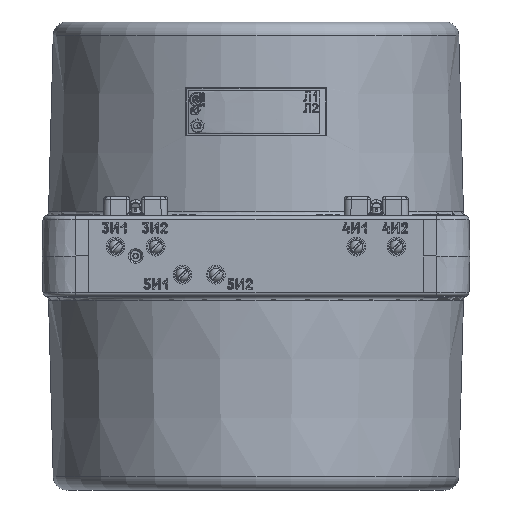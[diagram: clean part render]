
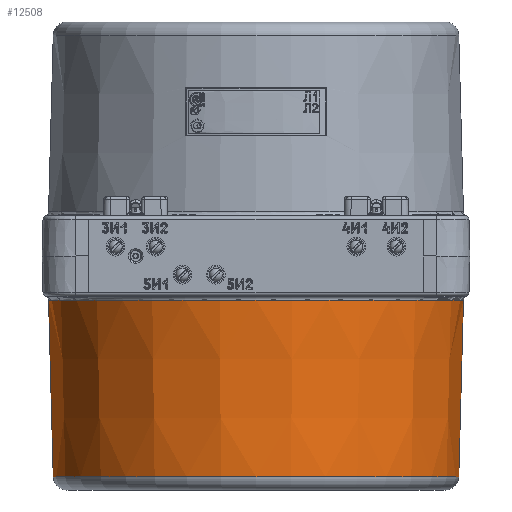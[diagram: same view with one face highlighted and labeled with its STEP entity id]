
A CAD part, front view. The second image highlights one B-rep face of the part: STEP entity #12508.
In plain terms, the highlighted conical face has half-angle 1.5 degrees and reference radius 151.658 mm.
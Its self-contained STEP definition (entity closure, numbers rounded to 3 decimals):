
#1963 = CARTESIAN_POINT ( 'NONE',  ( 151.658, 0., -165.262 ) ) ;
#1980 = DIRECTION ( 'NONE',  ( 0.026, 0., 1. ) ) ;
#7001 = ORIENTED_EDGE ( 'NONE', *, *, #44378, .T. ) ;
#7013 = ORIENTED_EDGE ( 'NONE', *, *, #44395, .T. ) ;
#7014 = ORIENTED_EDGE ( 'NONE', *, *, #65537, .T. ) ;
#7024 = ORIENTED_EDGE ( 'NONE', *, *, #44400, .F. ) ;
#8726 = EDGE_LOOP ( 'NONE', ( #7024, #7014, #7001, #7013 ) ) ;
#12508 = ADVANCED_FACE ( 'NONE', ( #41436 ), #41445, .T. ) ;
#14708 = AXIS2_PLACEMENT_3D ( 'NONE', #32902, #32893, #32842 ) ;
#21010 = CIRCLE ( 'NONE', #24910, 151.658 ) ;
#24910 = AXIS2_PLACEMENT_3D ( 'NONE', #54512, #54499, #54529 ) ;
#26946 = VERTEX_POINT ( 'NONE', #62205 ) ;
#26984 = VERTEX_POINT ( 'NONE', #62289 ) ;
#26998 = VERTEX_POINT ( 'NONE', #62314 ) ;
#27004 = VERTEX_POINT ( 'NONE', #62310 ) ;
#29899 = CIRCLE ( 'NONE', #14708, 155.123 ) ;
#29905 = VECTOR ( 'NONE', #1980, 1000. ) ;
#29922 = LINE ( 'NONE', #32859, #29961 ) ;
#29924 = LINE ( 'NONE', #1963, #29905 ) ;
#29961 = VECTOR ( 'NONE', #32869, 1000. ) ;
#32842 = DIRECTION ( 'NONE',  ( 1., 0., 0. ) ) ;
#32859 = CARTESIAN_POINT ( 'NONE',  ( -151.658, 0., -165.262 ) ) ;
#32869 = DIRECTION ( 'NONE',  ( -0.026, 0., 1. ) ) ;
#32893 = DIRECTION ( 'NONE',  ( 0., 0., -1. ) ) ;
#32902 = CARTESIAN_POINT ( 'NONE',  ( 0., 0., -32.921 ) ) ;
#41436 = FACE_OUTER_BOUND ( 'NONE', #8726, .T. ) ;
#41445 = CONICAL_SURFACE ( 'NONE', #55540, 151.658, 0.026 ) ;
#44378 = EDGE_CURVE ( 'NONE', #26984, #27004, #29924, .T. ) ;
#44395 = EDGE_CURVE ( 'NONE', #27004, #26946, #29899, .T. ) ;
#44400 = EDGE_CURVE ( 'NONE', #26998, #26946, #29922, .T. ) ;
#54499 = DIRECTION ( 'NONE',  ( 0., 0., 1. ) ) ;
#54512 = CARTESIAN_POINT ( 'NONE',  ( 0., 0., -165.262 ) ) ;
#54529 = DIRECTION ( 'NONE',  ( 1., 0., 0. ) ) ;
#55540 = AXIS2_PLACEMENT_3D ( 'NONE', #58239, #58198, #58215 ) ;
#58198 = DIRECTION ( 'NONE',  ( 0., 0., 1. ) ) ;
#58215 = DIRECTION ( 'NONE',  ( 1., 0., 0. ) ) ;
#58239 = CARTESIAN_POINT ( 'NONE',  ( 0., 0., -165.262 ) ) ;
#62205 = CARTESIAN_POINT ( 'NONE',  ( -155.123, 0., -32.921 ) ) ;
#62289 = CARTESIAN_POINT ( 'NONE',  ( 151.658, 0., -165.262 ) ) ;
#62310 = CARTESIAN_POINT ( 'NONE',  ( 155.123, 0., -32.921 ) ) ;
#62314 = CARTESIAN_POINT ( 'NONE',  ( -151.658, 0., -165.262 ) ) ;
#65537 = EDGE_CURVE ( 'NONE', #26998, #26984, #21010, .T. ) ;
